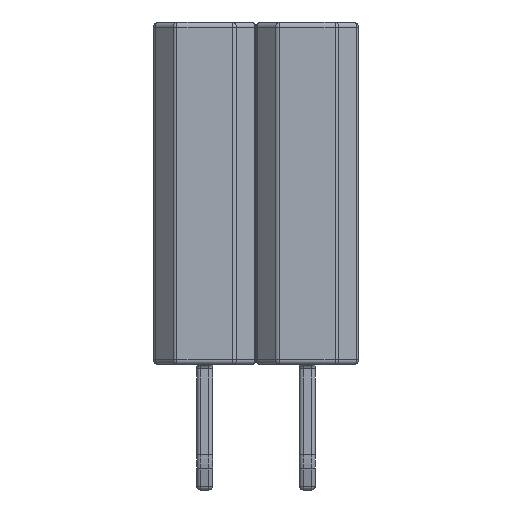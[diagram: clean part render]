
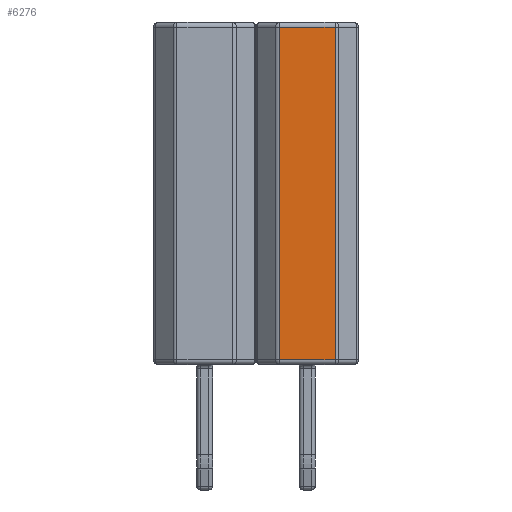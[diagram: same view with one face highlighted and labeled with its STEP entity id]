
A CAD part, left-side view. The second image highlights one B-rep face of the part: STEP entity #6276.
In plain terms, the highlighted planar face has unit normal (-1, 0, 0).
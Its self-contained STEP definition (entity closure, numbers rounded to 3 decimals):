
#5618 = CYLINDRICAL_SURFACE('',#5619,0.125);
#5619 = AXIS2_PLACEMENT_3D('',#5620,#5621,#5622);
#5620 = CARTESIAN_POINT('',(-1.145,0.692,0.));
#5621 = DIRECTION('',(0.,0.,1.));
#5622 = DIRECTION('',(-0.707,0.707,0.));
#5723 = VERTEX_POINT('',#5724);
#5724 = CARTESIAN_POINT('',(-1.27,0.692,0.125));
#5751 = EDGE_CURVE('',#5723,#5752,#5754,.T.);
#5752 = VERTEX_POINT('',#5753);
#5753 = CARTESIAN_POINT('',(-1.27,0.692,8.375));
#5754 = SURFACE_CURVE('',#5755,(#5759,#5766),.PCURVE_S1.);
#5755 = LINE('',#5756,#5757);
#5756 = CARTESIAN_POINT('',(-1.27,0.692,0.));
#5757 = VECTOR('',#5758,1.);
#5758 = DIRECTION('',(0.,0.,1.));
#5759 = PCURVE('',#5618,#5760);
#5760 = DEFINITIONAL_REPRESENTATION('',(#5761),#5765);
#5761 = LINE('',#5762,#5763);
#5762 = CARTESIAN_POINT('',(0.785,0.));
#5763 = VECTOR('',#5764,1.);
#5764 = DIRECTION('',(0.,1.));
#5765 = ( GEOMETRIC_REPRESENTATION_CONTEXT(2) 
PARAMETRIC_REPRESENTATION_CONTEXT() REPRESENTATION_CONTEXT('2D SPACE',''
  ) );
#5766 = PCURVE('',#5767,#5772);
#5767 = PLANE('',#5768);
#5768 = AXIS2_PLACEMENT_3D('',#5769,#5770,#5771);
#5769 = CARTESIAN_POINT('',(-1.27,-0.744,0.));
#5770 = DIRECTION('',(-1.,0.,0.));
#5771 = DIRECTION('',(0.,1.,0.));
#5772 = DEFINITIONAL_REPRESENTATION('',(#5773),#5777);
#5773 = LINE('',#5774,#5775);
#5774 = CARTESIAN_POINT('',(1.436,0.));
#5775 = VECTOR('',#5776,1.);
#5776 = DIRECTION('',(0.,-1.));
#5777 = ( GEOMETRIC_REPRESENTATION_CONTEXT(2) 
PARAMETRIC_REPRESENTATION_CONTEXT() REPRESENTATION_CONTEXT('2D SPACE',''
  ) );
#5981 = CYLINDRICAL_SURFACE('',#5982,0.125);
#5982 = AXIS2_PLACEMENT_3D('',#5983,#5984,#5985);
#5983 = CARTESIAN_POINT('',(-1.145,-0.744,8.375));
#5984 = DIRECTION('',(0.,1.,0.));
#5985 = DIRECTION('',(-1.,0.,0.));
#6263 = CYLINDRICAL_SURFACE('',#6264,0.125);
#6264 = AXIS2_PLACEMENT_3D('',#6265,#6266,#6267);
#6265 = CARTESIAN_POINT('',(-1.145,-0.744,0.125));
#6266 = DIRECTION('',(0.,1.,0.));
#6267 = DIRECTION('',(-1.,0.,0.));
#6276 = ADVANCED_FACE('',(#6277),#5767,.T.);
#6277 = FACE_BOUND('',#6278,.T.);
#6278 = EDGE_LOOP('',(#6279,#6302,#6303,#6326));
#6279 = ORIENTED_EDGE('',*,*,#6280,.T.);
#6280 = EDGE_CURVE('',#6281,#5752,#6283,.T.);
#6281 = VERTEX_POINT('',#6282);
#6282 = CARTESIAN_POINT('',(-1.27,-0.692,8.375));
#6283 = SURFACE_CURVE('',#6284,(#6288,#6295),.PCURVE_S1.);
#6284 = LINE('',#6285,#6286);
#6285 = CARTESIAN_POINT('',(-1.27,-0.744,8.375));
#6286 = VECTOR('',#6287,1.);
#6287 = DIRECTION('',(0.,1.,0.));
#6288 = PCURVE('',#5767,#6289);
#6289 = DEFINITIONAL_REPRESENTATION('',(#6290),#6294);
#6290 = LINE('',#6291,#6292);
#6291 = CARTESIAN_POINT('',(0.,-8.375));
#6292 = VECTOR('',#6293,1.);
#6293 = DIRECTION('',(1.,0.));
#6294 = ( GEOMETRIC_REPRESENTATION_CONTEXT(2) 
PARAMETRIC_REPRESENTATION_CONTEXT() REPRESENTATION_CONTEXT('2D SPACE',''
  ) );
#6295 = PCURVE('',#5981,#6296);
#6296 = DEFINITIONAL_REPRESENTATION('',(#6297),#6301);
#6297 = LINE('',#6298,#6299);
#6298 = CARTESIAN_POINT('',(0.,0.));
#6299 = VECTOR('',#6300,1.);
#6300 = DIRECTION('',(0.,1.));
#6301 = ( GEOMETRIC_REPRESENTATION_CONTEXT(2) 
PARAMETRIC_REPRESENTATION_CONTEXT() REPRESENTATION_CONTEXT('2D SPACE',''
  ) );
#6302 = ORIENTED_EDGE('',*,*,#5751,.F.);
#6303 = ORIENTED_EDGE('',*,*,#6304,.F.);
#6304 = EDGE_CURVE('',#6305,#5723,#6307,.T.);
#6305 = VERTEX_POINT('',#6306);
#6306 = CARTESIAN_POINT('',(-1.27,-0.692,0.125));
#6307 = SURFACE_CURVE('',#6308,(#6312,#6319),.PCURVE_S1.);
#6308 = LINE('',#6309,#6310);
#6309 = CARTESIAN_POINT('',(-1.27,-0.744,0.125));
#6310 = VECTOR('',#6311,1.);
#6311 = DIRECTION('',(0.,1.,0.));
#6312 = PCURVE('',#5767,#6313);
#6313 = DEFINITIONAL_REPRESENTATION('',(#6314),#6318);
#6314 = LINE('',#6315,#6316);
#6315 = CARTESIAN_POINT('',(0.,-0.125));
#6316 = VECTOR('',#6317,1.);
#6317 = DIRECTION('',(1.,0.));
#6318 = ( GEOMETRIC_REPRESENTATION_CONTEXT(2) 
PARAMETRIC_REPRESENTATION_CONTEXT() REPRESENTATION_CONTEXT('2D SPACE',''
  ) );
#6319 = PCURVE('',#6263,#6320);
#6320 = DEFINITIONAL_REPRESENTATION('',(#6321),#6325);
#6321 = LINE('',#6322,#6323);
#6322 = CARTESIAN_POINT('',(-0.,0.));
#6323 = VECTOR('',#6324,1.);
#6324 = DIRECTION('',(-0.,1.));
#6325 = ( GEOMETRIC_REPRESENTATION_CONTEXT(2) 
PARAMETRIC_REPRESENTATION_CONTEXT() REPRESENTATION_CONTEXT('2D SPACE',''
  ) );
#6326 = ORIENTED_EDGE('',*,*,#6327,.T.);
#6327 = EDGE_CURVE('',#6305,#6281,#6328,.T.);
#6328 = SURFACE_CURVE('',#6329,(#6333,#6340),.PCURVE_S1.);
#6329 = LINE('',#6330,#6331);
#6330 = CARTESIAN_POINT('',(-1.27,-0.692,0.));
#6331 = VECTOR('',#6332,1.);
#6332 = DIRECTION('',(0.,0.,1.));
#6333 = PCURVE('',#5767,#6334);
#6334 = DEFINITIONAL_REPRESENTATION('',(#6335),#6339);
#6335 = LINE('',#6336,#6337);
#6336 = CARTESIAN_POINT('',(0.052,0.));
#6337 = VECTOR('',#6338,1.);
#6338 = DIRECTION('',(0.,-1.));
#6339 = ( GEOMETRIC_REPRESENTATION_CONTEXT(2) 
PARAMETRIC_REPRESENTATION_CONTEXT() REPRESENTATION_CONTEXT('2D SPACE',''
  ) );
#6340 = PCURVE('',#6341,#6346);
#6341 = CYLINDRICAL_SURFACE('',#6342,0.125);
#6342 = AXIS2_PLACEMENT_3D('',#6343,#6344,#6345);
#6343 = CARTESIAN_POINT('',(-1.145,-0.692,0.));
#6344 = DIRECTION('',(0.,0.,1.));
#6345 = DIRECTION('',(-1.,0.,0.));
#6346 = DEFINITIONAL_REPRESENTATION('',(#6347),#6351);
#6347 = LINE('',#6348,#6349);
#6348 = CARTESIAN_POINT('',(0.,0.));
#6349 = VECTOR('',#6350,1.);
#6350 = DIRECTION('',(0.,1.));
#6351 = ( GEOMETRIC_REPRESENTATION_CONTEXT(2) 
PARAMETRIC_REPRESENTATION_CONTEXT() REPRESENTATION_CONTEXT('2D SPACE',''
  ) );
